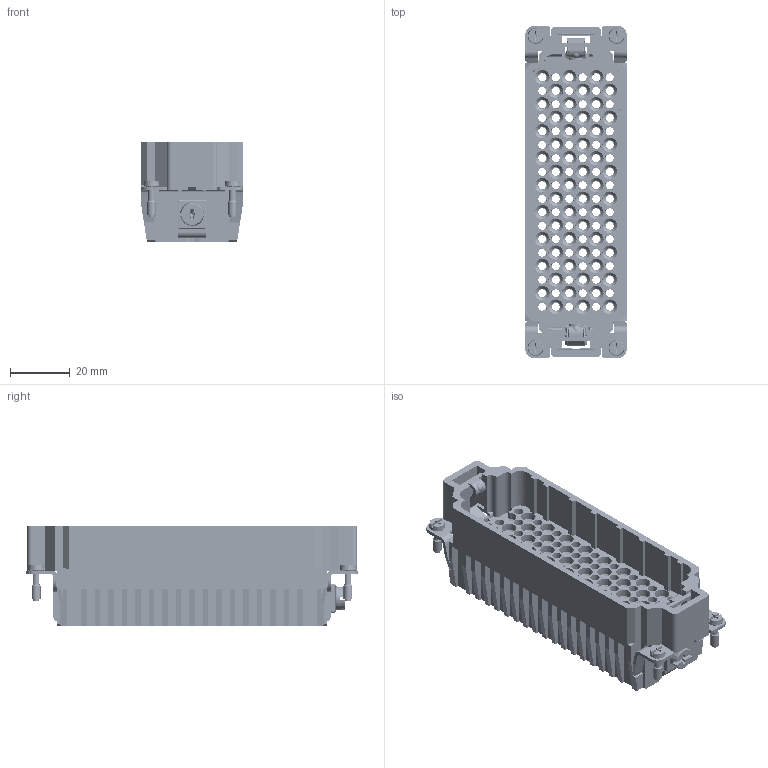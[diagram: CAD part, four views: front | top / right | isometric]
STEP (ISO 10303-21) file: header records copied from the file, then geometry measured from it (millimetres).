
FILE_DESCRIPTION(('CATIA V5 STEP','CAx-IF Rec.Pracs.--- Model Styling and Organization---1.2---2011-12-15'),'2;1');
FILE_NAME ('13439950_2', '2018-08-16T08:40:27+00:00', ('none'), ('Weidmueller'), 'CATIA Version 5-6 Release 2014 SP4 HF52', 'CATIA V5 STEP AP214', 'none');
FILE_SCHEMA(('AUTOMOTIVE_DESIGN { 1 0 10303 214 1 1 1 1 }'));
Products named in the file (1): 1651210000
Bounding box: 33.9 x 110.7 x 33.5 mm (x, y, z)
Volume: 40554.5 mm3; surface area: 48414.6 mm2
Topology: 1 solids, 1 shells, 3275 faces, 8411 edges, 5050 vertices
Faces by surface type: cone 1360, plane 1020, cylinder 817, torus 56, bspline 16, sphere 6
Entity records: 94020 total; most frequent: CARTESIAN_POINT 23375, ORIENTED_EDGE 16794, DIRECTION 10701, EDGE_CURVE 8397, VERTEX_POINT 5050, VECTOR 4617, LINE 4617, AXIS2_PLACEMENT_3D 4315
